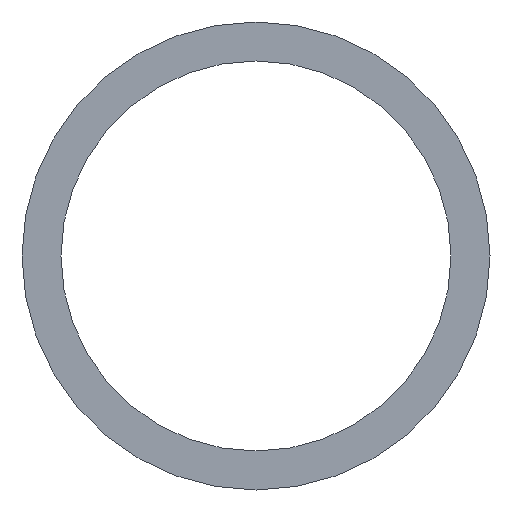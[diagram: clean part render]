
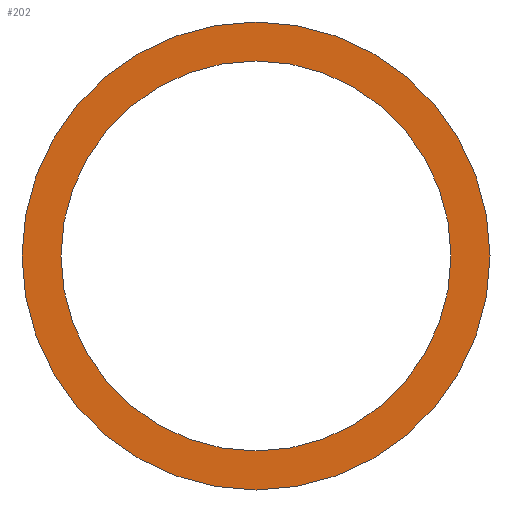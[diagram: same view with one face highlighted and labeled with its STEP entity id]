
A CAD part, front view. The second image highlights one B-rep face of the part: STEP entity #202.
In plain terms, the highlighted planar face has unit normal (0, -1, 0).
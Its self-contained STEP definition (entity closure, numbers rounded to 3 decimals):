
#7 = CARTESIAN_POINT ( 'NONE',  ( 0., 0., -5. ) ) ;
#9 = CIRCLE ( 'NONE', #42, 6. ) ;
#26 = CARTESIAN_POINT ( 'NONE',  ( 0., 0., 5. ) ) ;
#30 = EDGE_CURVE ( 'NONE', #136, #66, #51, .T. ) ;
#35 = VERTEX_POINT ( 'NONE', #26 ) ;
#37 = FACE_BOUND ( 'NONE', #129, .T. ) ;
#40 = DIRECTION ( 'NONE',  ( 0., 0., 1. ) ) ;
#42 = AXIS2_PLACEMENT_3D ( 'NONE', #52, #88, #236 ) ;
#44 = VERTEX_POINT ( 'NONE', #7 ) ;
#48 = CARTESIAN_POINT ( 'NONE',  ( 0., 0., 0. ) ) ;
#51 = CIRCLE ( 'NONE', #116, 6. ) ;
#52 = CARTESIAN_POINT ( 'NONE',  ( 0., 0., 0. ) ) ;
#53 = CARTESIAN_POINT ( 'NONE',  ( 0., 0., 0. ) ) ;
#66 = VERTEX_POINT ( 'NONE', #197 ) ;
#69 = AXIS2_PLACEMENT_3D ( 'NONE', #72, #205, #40 ) ;
#72 = CARTESIAN_POINT ( 'NONE',  ( 0., 0., 0. ) ) ;
#80 = EDGE_LOOP ( 'NONE', ( #144, #240 ) ) ;
#81 = DIRECTION ( 'NONE',  ( 0., 1., 0. ) ) ;
#82 = CARTESIAN_POINT ( 'NONE',  ( 0., 0., 0. ) ) ;
#85 = EDGE_CURVE ( 'NONE', #44, #35, #220, .T. ) ;
#88 = DIRECTION ( 'NONE',  ( 0., 1., 0. ) ) ;
#99 = PLANE ( 'NONE',  #113 ) ;
#103 = DIRECTION ( 'NONE',  ( 0., 1., 0. ) ) ;
#113 = AXIS2_PLACEMENT_3D ( 'NONE', #48, #127, #191 ) ;
#116 = AXIS2_PLACEMENT_3D ( 'NONE', #82, #81, #219 ) ;
#127 = DIRECTION ( 'NONE',  ( 0., 1., 0. ) ) ;
#129 = EDGE_LOOP ( 'NONE', ( #155, #173 ) ) ;
#136 = VERTEX_POINT ( 'NONE', #148 ) ;
#144 = ORIENTED_EDGE ( 'NONE', *, *, #30, .F. ) ;
#148 = CARTESIAN_POINT ( 'NONE',  ( 0., 0., -6. ) ) ;
#155 = ORIENTED_EDGE ( 'NONE', *, *, #85, .T. ) ;
#159 = CIRCLE ( 'NONE', #69, 5. ) ;
#161 = EDGE_CURVE ( 'NONE', #66, #136, #9, .T. ) ;
#164 = AXIS2_PLACEMENT_3D ( 'NONE', #53, #103, #223 ) ;
#173 = ORIENTED_EDGE ( 'NONE', *, *, #248, .T. ) ;
#191 = DIRECTION ( 'NONE',  ( 0., 0., 1. ) ) ;
#197 = CARTESIAN_POINT ( 'NONE',  ( 0., 0., 6. ) ) ;
#202 = ADVANCED_FACE ( 'NONE', ( #233, #37 ), #99, .F. ) ;
#205 = DIRECTION ( 'NONE',  ( 0., 1., 0. ) ) ;
#219 = DIRECTION ( 'NONE',  ( 0., 0., 1. ) ) ;
#220 = CIRCLE ( 'NONE', #164, 5. ) ;
#223 = DIRECTION ( 'NONE',  ( 0., 0., 1. ) ) ;
#233 = FACE_OUTER_BOUND ( 'NONE', #80, .T. ) ;
#236 = DIRECTION ( 'NONE',  ( 0., 0., 1. ) ) ;
#240 = ORIENTED_EDGE ( 'NONE', *, *, #161, .F. ) ;
#248 = EDGE_CURVE ( 'NONE', #35, #44, #159, .T. ) ;
